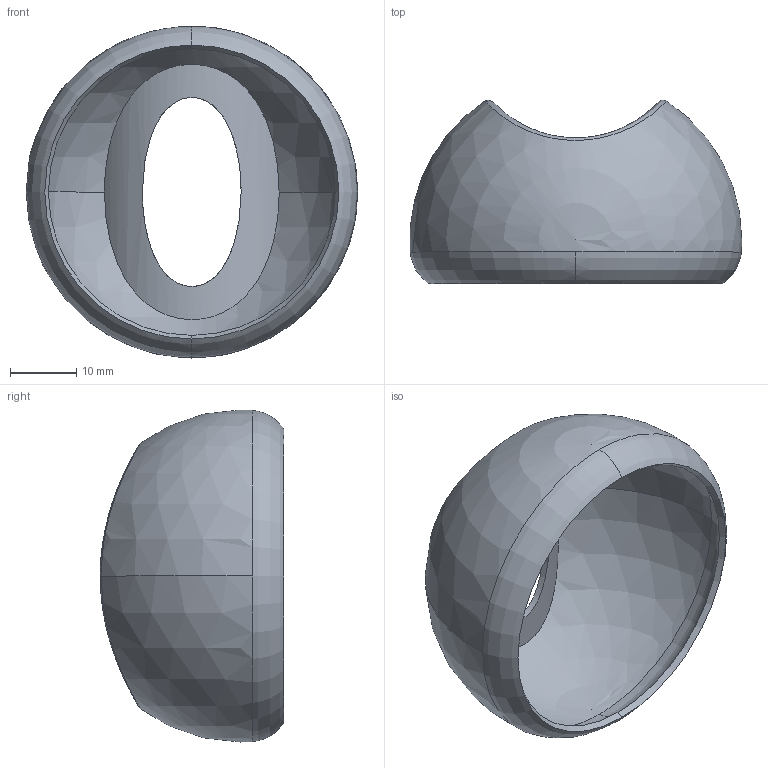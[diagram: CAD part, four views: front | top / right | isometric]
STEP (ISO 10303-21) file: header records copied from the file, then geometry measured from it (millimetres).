
FILE_DESCRIPTION (( 'STEP AP214' ), '1' );
FILE_NAME ('àðò. KRT305.STEP', '2014-07-16T10:30:35', ( '' ), ( '' ), 'SwSTEP 2.0', 'SolidWorks 2014', '' );
FILE_SCHEMA (( 'AUTOMOTIVE_DESIGN' ));
Length unit declared in the file: millimetre
Products named in the file (1): àðò. KRT305
Bounding box: 50.06 x 27.71 x 50.13 mm (x, y, z)
Volume: 4432 mm3; surface area: 9079 mm2
Topology: 1 solids, 1 shells, 16 faces, 48 edges, 30 vertices
Faces by surface type: bspline 4, torus 4, sphere 4, cone 2, cylinder 2
Entity records: 1526 total; most frequent: CARTESIAN_POINT 1133, ORIENTED_EDGE 76, DIRECTION 74, EDGE_CURVE 38, AXIS2_PLACEMENT_3D 35, VERTEX_POINT 24, CIRCLE 22, EDGE_LOOP 18
